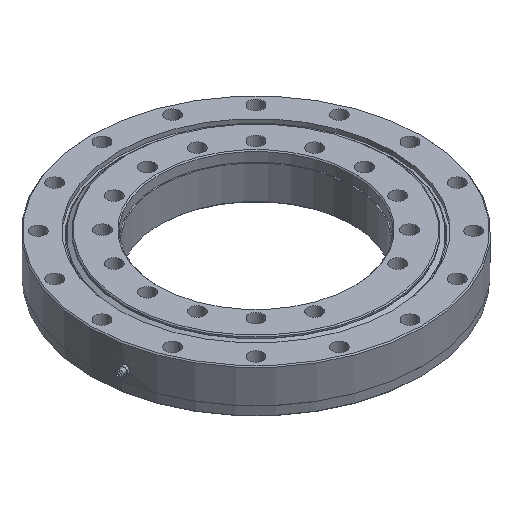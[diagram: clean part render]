
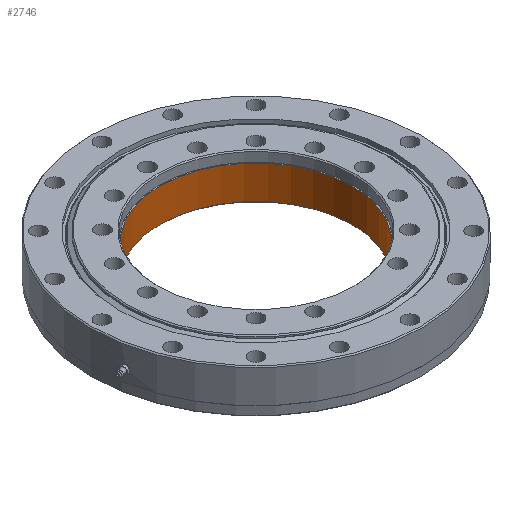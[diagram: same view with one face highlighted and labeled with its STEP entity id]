
A CAD part, isometric view. The second image highlights one B-rep face of the part: STEP entity #2746.
In plain terms, the highlighted cylindrical face has radius 95 mm (diameter 190 mm), a full revolution.
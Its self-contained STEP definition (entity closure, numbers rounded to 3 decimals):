
#4 = CIRCLE ( 'NONE', #1258, 95. ) ;
#55 = CARTESIAN_POINT ( 'NONE',  ( 0., 0., 12.5 ) ) ;
#176 = CIRCLE ( 'NONE', #2472, 95. ) ;
#184 = CARTESIAN_POINT ( 'NONE',  ( 95., 0., 12.5 ) ) ;
#544 = ORIENTED_EDGE ( 'NONE', *, *, #3326, .T. ) ;
#550 = CARTESIAN_POINT ( 'NONE',  ( 0., 0., -20.5 ) ) ;
#618 = AXIS2_PLACEMENT_3D ( 'NONE', #3798, #911, #3593 ) ;
#701 = EDGE_CURVE ( 'NONE', #2600, #2600, #4, .T. ) ;
#911 = DIRECTION ( 'NONE',  ( 0., 0., 1. ) ) ;
#1042 = DIRECTION ( 'NONE',  ( 1., 0., 0. ) ) ;
#1116 = EDGE_LOOP ( 'NONE', ( #2595 ) ) ;
#1258 = AXIS2_PLACEMENT_3D ( 'NONE', #550, #1976, #3595 ) ;
#1313 = FACE_OUTER_BOUND ( 'NONE', #1116, .T. ) ;
#1937 = CYLINDRICAL_SURFACE ( 'NONE', #618, 95. ) ;
#1976 = DIRECTION ( 'NONE',  ( 0., 0., -1. ) ) ;
#1982 = CARTESIAN_POINT ( 'NONE',  ( 95., 0., -20.5 ) ) ;
#2472 = AXIS2_PLACEMENT_3D ( 'NONE', #55, #3540, #1042 ) ;
#2475 = EDGE_LOOP ( 'NONE', ( #544 ) ) ;
#2595 = ORIENTED_EDGE ( 'NONE', *, *, #701, .T. ) ;
#2600 = VERTEX_POINT ( 'NONE', #1982 ) ;
#2746 = ADVANCED_FACE ( 'NONE', ( #1313, #3174 ), #1937, .F. ) ;
#3174 = FACE_OUTER_BOUND ( 'NONE', #2475, .T. ) ;
#3319 = VERTEX_POINT ( 'NONE', #184 ) ;
#3326 = EDGE_CURVE ( 'NONE', #3319, #3319, #176, .T. ) ;
#3540 = DIRECTION ( 'NONE',  ( 0., 0., 1. ) ) ;
#3593 = DIRECTION ( 'NONE',  ( 1., 0., 0. ) ) ;
#3595 = DIRECTION ( 'NONE',  ( 1., 0., 0. ) ) ;
#3798 = CARTESIAN_POINT ( 'NONE',  ( 0., 0., 0. ) ) ;
